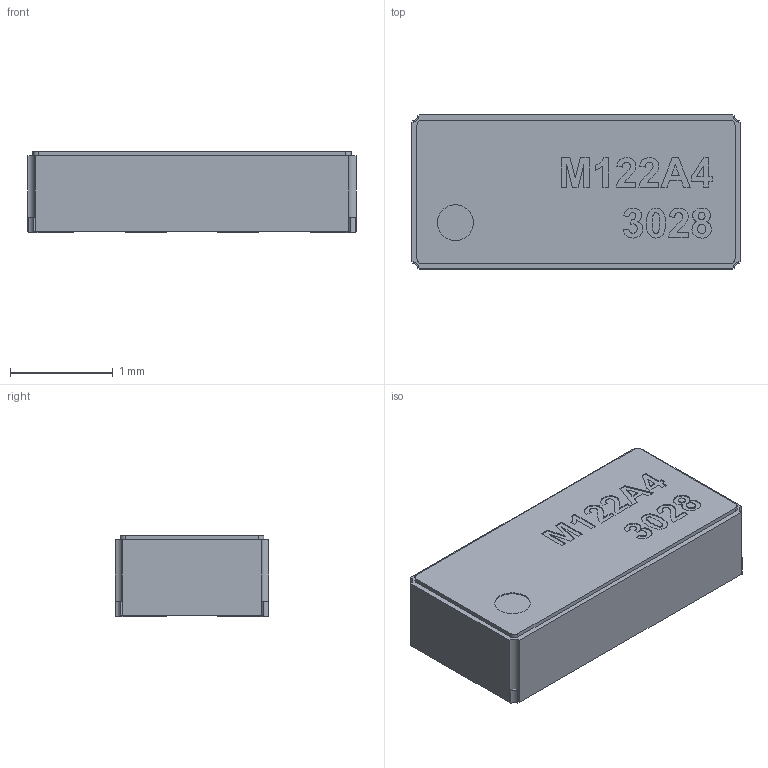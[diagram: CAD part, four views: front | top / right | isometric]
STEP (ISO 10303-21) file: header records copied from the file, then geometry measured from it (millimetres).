
FILE_DESCRIPTION(/* description */ (''),/* implementation_level */ '2;1');
FILE_NAME(/* name */ 'RV-3028-C7.step',/* time_stamp */ '2022-06-28T12:15:11+07:00',/* author */ (''),/* organization */ (''),/* preprocessor_version */ 'ST-DEVELOPER v19',/* originating_system */ 'Autodesk Translation Framework v11.7.0.108',/* authorisation */ '');
FILE_SCHEMA (('AUTOMOTIVE_DESIGN { 1 0 10303 214 3 1 1 }'));
Length unit declared in the file: millimetre
Products named in the file (8): RV-3028-C7; Rect2; Rect3; Rect4; Rect5; Pad5; Body; Terminal
Assembly tree (7 placements, depth 2):
  RV-3028-C7
    Rect2
    Rect3
    Rect4
    Rect5
    Pad5
    Body
    Terminal
Bounding box: 3.2 x 1.5 x 0.79 mm (x, y, z)
Volume: 3.9 mm3; surface area: 30.6 mm2
Topology: 10 solids, 10 shells, 287 faces, 753 edges, 502 vertices
Faces by surface type: plane 143, bspline 131, cylinder 13
Full cylindrical faces by diameter (mm): 0.35 x1
Entity records: 10246 total; most frequent: CARTESIAN_POINT 3784, ORIENTED_EDGE 1506, DIRECTION 859, EDGE_CURVE 753, VERTEX_POINT 502, LINE 465, VECTOR 465, EDGE_LOOP 303
